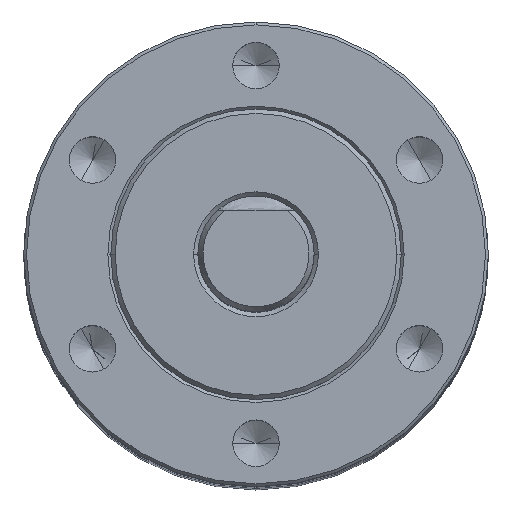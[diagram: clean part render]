
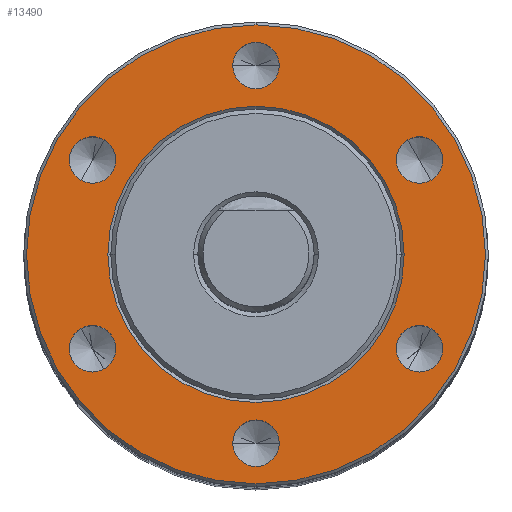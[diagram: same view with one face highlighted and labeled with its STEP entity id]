
A CAD part, top view. The second image highlights one B-rep face of the part: STEP entity #13490.
In plain terms, the highlighted planar face has unit normal (0, 0, 1).
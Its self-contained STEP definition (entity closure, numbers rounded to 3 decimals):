
#13045=CARTESIAN_POINT('',(0.,-6.5,64.4));
#13046=DIRECTION('',(0.,0.,1.));
#13047=DIRECTION('',(1.,0.,0.));
#13048=AXIS2_PLACEMENT_3D('',#13045,#13046,#13047);
#13050=CARTESIAN_POINT('',(0.,-6.5,64.4));
#13051=DIRECTION('',(0.,0.,1.));
#13052=DIRECTION('',(-1.,0.,0.));
#13053=AXIS2_PLACEMENT_3D('',#13050,#13051,#13052);
#13055=CARTESIAN_POINT('',(-5.629,-3.25,64.4));
#13056=DIRECTION('',(0.,0.,1.));
#13057=DIRECTION('',(0.5,-0.866,0.));
#13058=AXIS2_PLACEMENT_3D('',#13055,#13056,#13057);
#13060=CARTESIAN_POINT('',(-5.629,-3.25,64.4));
#13061=DIRECTION('',(0.,0.,1.));
#13062=DIRECTION('',(-0.5,0.866,0.));
#13063=AXIS2_PLACEMENT_3D('',#13060,#13061,#13062);
#13065=CARTESIAN_POINT('',(-5.629,3.25,64.4));
#13066=DIRECTION('',(0.,0.,1.));
#13067=DIRECTION('',(-0.5,-0.866,0.));
#13068=AXIS2_PLACEMENT_3D('',#13065,#13066,#13067);
#13070=CARTESIAN_POINT('',(-5.629,3.25,64.4));
#13071=DIRECTION('',(0.,0.,1.));
#13072=DIRECTION('',(0.5,0.866,0.));
#13073=AXIS2_PLACEMENT_3D('',#13070,#13071,#13072);
#13075=CARTESIAN_POINT('',(0.,6.5,64.4));
#13076=DIRECTION('',(0.,0.,1.));
#13077=DIRECTION('',(-1.,0.,0.));
#13078=AXIS2_PLACEMENT_3D('',#13075,#13076,#13077);
#13080=CARTESIAN_POINT('',(0.,6.5,64.4));
#13081=DIRECTION('',(0.,0.,1.));
#13082=DIRECTION('',(1.,0.,0.));
#13083=AXIS2_PLACEMENT_3D('',#13080,#13081,#13082);
#13085=CARTESIAN_POINT('',(5.629,3.25,64.4));
#13086=DIRECTION('',(0.,0.,1.));
#13087=DIRECTION('',(-0.5,0.866,0.));
#13088=AXIS2_PLACEMENT_3D('',#13085,#13086,#13087);
#13090=CARTESIAN_POINT('',(5.629,3.25,64.4));
#13091=DIRECTION('',(0.,0.,1.));
#13092=DIRECTION('',(0.5,-0.866,0.));
#13093=AXIS2_PLACEMENT_3D('',#13090,#13091,#13092);
#13095=CARTESIAN_POINT('',(5.629,-3.25,64.4));
#13096=DIRECTION('',(0.,0.,1.));
#13097=DIRECTION('',(0.5,0.866,0.));
#13098=AXIS2_PLACEMENT_3D('',#13095,#13096,#13097);
#13100=CARTESIAN_POINT('',(5.629,-3.25,64.4));
#13101=DIRECTION('',(0.,0.,1.));
#13102=DIRECTION('',(-0.5,-0.866,0.));
#13103=AXIS2_PLACEMENT_3D('',#13100,#13101,#13102);
#13105=CARTESIAN_POINT('',(0.,0.,64.4));
#13106=DIRECTION('',(0.,0.,-1.));
#13107=DIRECTION('',(-1.,0.,0.));
#13108=AXIS2_PLACEMENT_3D('',#13105,#13106,#13107);
#13110=CARTESIAN_POINT('',(0.,0.,64.4));
#13111=DIRECTION('',(0.,0.,-1.));
#13112=DIRECTION('',(1.,0.,0.));
#13113=AXIS2_PLACEMENT_3D('',#13110,#13111,#13112);
#13115=CARTESIAN_POINT('',(0.,0.,64.4));
#13116=DIRECTION('',(0.,0.,1.));
#13117=DIRECTION('',(0.,1.,0.));
#13118=AXIS2_PLACEMENT_3D('',#13115,#13116,#13117);
#13120=CARTESIAN_POINT('',(0.,0.,64.4));
#13121=DIRECTION('',(0.,0.,1.));
#13122=DIRECTION('',(0.,-1.,0.));
#13123=AXIS2_PLACEMENT_3D('',#13120,#13121,#13122);
#13359=CARTESIAN_POINT('',(0.8,-6.5,64.4));
#13360=CARTESIAN_POINT('',(-0.8,-6.5,64.4));
#13361=VERTEX_POINT('',#13359);
#13362=VERTEX_POINT('',#13360);
#13369=CARTESIAN_POINT('',(-5.229,-3.943,64.4));
#13370=CARTESIAN_POINT('',(-6.029,-2.557,64.4));
#13371=VERTEX_POINT('',#13369);
#13372=VERTEX_POINT('',#13370);
#13379=CARTESIAN_POINT('',(-6.029,2.557,64.4));
#13380=CARTESIAN_POINT('',(-5.229,3.943,64.4));
#13381=VERTEX_POINT('',#13379);
#13382=VERTEX_POINT('',#13380);
#13389=CARTESIAN_POINT('',(-0.8,6.5,64.4));
#13390=CARTESIAN_POINT('',(0.8,6.5,64.4));
#13391=VERTEX_POINT('',#13389);
#13392=VERTEX_POINT('',#13390);
#13399=CARTESIAN_POINT('',(5.229,3.943,64.4));
#13400=CARTESIAN_POINT('',(6.029,2.557,64.4));
#13401=VERTEX_POINT('',#13399);
#13402=VERTEX_POINT('',#13400);
#13409=CARTESIAN_POINT('',(6.029,-2.557,64.4));
#13410=CARTESIAN_POINT('',(5.229,-3.943,64.4));
#13411=VERTEX_POINT('',#13409);
#13412=VERTEX_POINT('',#13410);
#13413=CARTESIAN_POINT('',(-5.1,0.,64.4));
#13414=CARTESIAN_POINT('',(5.1,0.,64.4));
#13415=VERTEX_POINT('',#13413);
#13416=VERTEX_POINT('',#13414);
#13421=CARTESIAN_POINT('',(0.,7.9,64.4));
#13422=CARTESIAN_POINT('',(0.,-7.9,64.4));
#13423=VERTEX_POINT('',#13421);
#13424=VERTEX_POINT('',#13422);
#13437=CARTESIAN_POINT('',(0.,0.,64.4));
#13438=DIRECTION('',(0.,0.,-1.));
#13439=DIRECTION('',(0.,-1.,0.));
#13440=AXIS2_PLACEMENT_3D('',#13437,#13438,#13439);
#13441=PLANE('',#13440);
#13443=ORIENTED_EDGE('',*,*,#13442,.F.);
#13445=ORIENTED_EDGE('',*,*,#13444,.F.);
#13446=EDGE_LOOP('',(#13443,#13445));
#13447=FACE_OUTER_BOUND('',#13446,.F.);
#13449=ORIENTED_EDGE('',*,*,#13448,.T.);
#13451=ORIENTED_EDGE('',*,*,#13450,.T.);
#13452=EDGE_LOOP('',(#13449,#13451));
#13453=FACE_BOUND('',#13452,.F.);
#13455=ORIENTED_EDGE('',*,*,#13454,.T.);
#13457=ORIENTED_EDGE('',*,*,#13456,.T.);
#13458=EDGE_LOOP('',(#13455,#13457));
#13459=FACE_BOUND('',#13458,.F.);
#13461=ORIENTED_EDGE('',*,*,#13460,.T.);
#13463=ORIENTED_EDGE('',*,*,#13462,.T.);
#13464=EDGE_LOOP('',(#13461,#13463));
#13465=FACE_BOUND('',#13464,.F.);
#13467=ORIENTED_EDGE('',*,*,#13466,.T.);
#13469=ORIENTED_EDGE('',*,*,#13468,.T.);
#13470=EDGE_LOOP('',(#13467,#13469));
#13471=FACE_BOUND('',#13470,.F.);
#13473=ORIENTED_EDGE('',*,*,#13472,.T.);
#13475=ORIENTED_EDGE('',*,*,#13474,.T.);
#13476=EDGE_LOOP('',(#13473,#13475));
#13477=FACE_BOUND('',#13476,.F.);
#13479=ORIENTED_EDGE('',*,*,#13478,.F.);
#13481=ORIENTED_EDGE('',*,*,#13480,.F.);
#13482=EDGE_LOOP('',(#13479,#13481));
#13483=FACE_BOUND('',#13482,.F.);
#13485=ORIENTED_EDGE('',*,*,#13484,.T.);
#13487=ORIENTED_EDGE('',*,*,#13486,.T.);
#13488=EDGE_LOOP('',(#13485,#13487));
#13489=FACE_BOUND('',#13488,.F.);
#13490=ADVANCED_FACE('',(#13447,#13453,#13459,#13465,#13471,#13477,#13483,
#13489),#13441,.F.);
#13049=CIRCLE('',#13048,0.8);
#13054=CIRCLE('',#13053,0.8);
#13059=CIRCLE('',#13058,0.8);
#13064=CIRCLE('',#13063,0.8);
#13069=CIRCLE('',#13068,0.8);
#13074=CIRCLE('',#13073,0.8);
#13079=CIRCLE('',#13078,0.8);
#13084=CIRCLE('',#13083,0.8);
#13089=CIRCLE('',#13088,0.8);
#13094=CIRCLE('',#13093,0.8);
#13099=CIRCLE('',#13098,0.8);
#13104=CIRCLE('',#13103,0.8);
#13109=CIRCLE('',#13108,5.1);
#13114=CIRCLE('',#13113,5.1);
#13119=CIRCLE('',#13118,7.9);
#13124=CIRCLE('',#13123,7.9);
#13442=EDGE_CURVE('',#13423,#13424,#13119,.T.);
#13444=EDGE_CURVE('',#13424,#13423,#13124,.T.);
#13448=EDGE_CURVE('',#13371,#13372,#13059,.T.);
#13450=EDGE_CURVE('',#13372,#13371,#13064,.T.);
#13454=EDGE_CURVE('',#13381,#13382,#13069,.T.);
#13456=EDGE_CURVE('',#13382,#13381,#13074,.T.);
#13460=EDGE_CURVE('',#13391,#13392,#13079,.T.);
#13462=EDGE_CURVE('',#13392,#13391,#13084,.T.);
#13466=EDGE_CURVE('',#13401,#13402,#13089,.T.);
#13468=EDGE_CURVE('',#13402,#13401,#13094,.T.);
#13472=EDGE_CURVE('',#13411,#13412,#13099,.T.);
#13474=EDGE_CURVE('',#13412,#13411,#13104,.T.);
#13478=EDGE_CURVE('',#13415,#13416,#13109,.T.);
#13480=EDGE_CURVE('',#13416,#13415,#13114,.T.);
#13484=EDGE_CURVE('',#13361,#13362,#13049,.T.);
#13486=EDGE_CURVE('',#13362,#13361,#13054,.T.);
